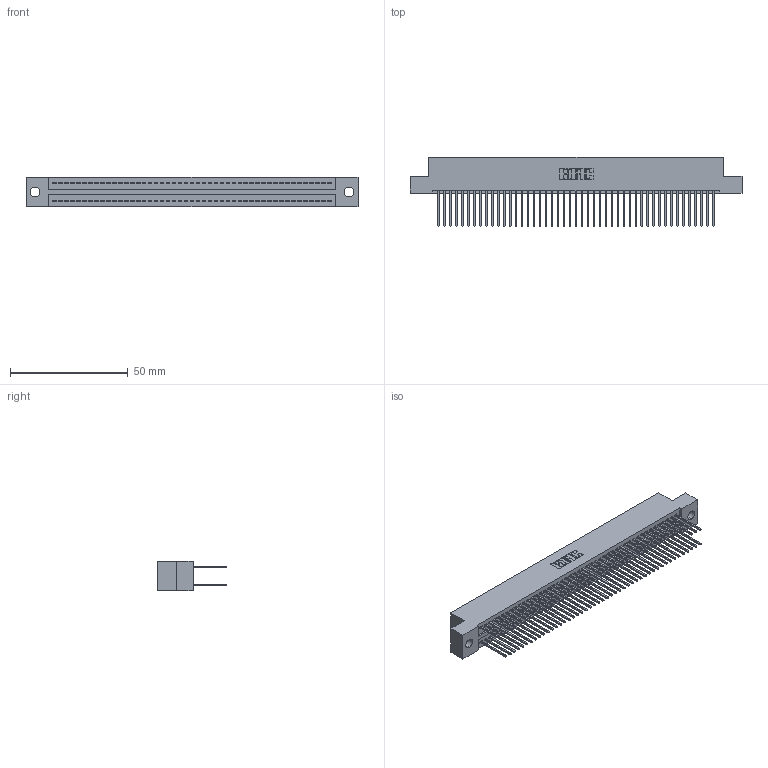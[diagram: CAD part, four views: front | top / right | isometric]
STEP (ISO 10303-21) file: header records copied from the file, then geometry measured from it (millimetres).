
FILE_DESCRIPTION (( 'STEP AP203' ), '1' );
FILE_NAME ('325-094-540-209.STEP', '2020-02-25T06:07:19', ( '' ), ( '' ), 'SwSTEP 2.0', 'SolidWorks 2016', '' );
FILE_SCHEMA (( 'CONFIG_CONTROL_DESIGN' ));
Length unit declared in the file: inch
Products named in the file (3): 325 Part_.160 TH; 325-094-540-209; 325-292-001_325-293-140
Assembly tree (95 placements, depth 2):
  325-094-540-209
    325 Part_.160 TH
    325-292-001_325-293-140  x94
Bounding box: 141.1 x 29.46 x 12.45 mm (x, y, z)
Volume: 18385.6 mm3; surface area: 23988.6 mm2
Topology: 95 solids, 95 shells, 5002 faces, 14881 edges, 9794 vertices
Faces by surface type: plane 3454, cylinder 1548
Entity records: 29611 total; most frequent: CARTESIAN_POINT 4902, ORIENTED_EDGE 4838, DIRECTION 4179, EDGE_CURVE 2419, VECTOR 2291, LINE 2291, VERTEX_POINT 1610, AXIS2_PLACEMENT_3D 944
